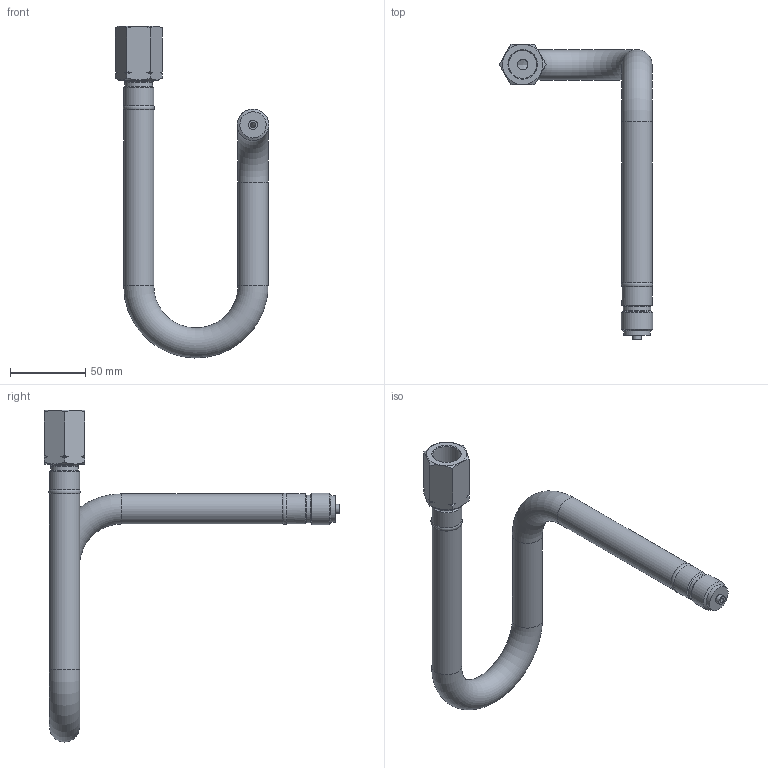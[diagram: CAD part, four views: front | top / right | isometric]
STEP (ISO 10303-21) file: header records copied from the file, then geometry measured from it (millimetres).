
FILE_DESCRIPTION( ( 'Unknown' ), '1' );
FILE_NAME( '1009104X.stp', 'Unknown', ( 'Peter Nanko' ), ( 'Armaturen Arndt' ), 'PSStep 14.0', 'Solid Edge ST4', ' ' );
FILE_SCHEMA( ( 'AUTOMOTIVE_DESIGN { 1 0 10303 214 1 1 1 1 }' ) );
Length unit declared in the file: millimetre
Products named in the file (1): 1008206X
Bounding box: 102.05 x 196.5 x 220.73 mm (x, y, z)
Volume: 100638.3 mm3; surface area: 63166.6 mm2
Topology: 1 solids, 1 shells, 65 faces, 145 edges, 90 vertices
Faces by surface type: cone 20, cylinder 17, plane 16, torus 10, bspline 2
Full cylindrical faces by diameter (mm): 3.5 x1, 6 x1, 7 x1, 14.7 x2, 17.5 x1, 18.4 x2, 18.631 x1, 20 x5, 20.955 x2, 21.2 x1
Entity records: 3378 total; most frequent: CARTESIAN_POINT 1632, DIRECTION 244, ORIENTED_EDGE 200, AXIS2_PLACEMENT_3D 116, EDGE_LOOP 112, EDGE_CURVE 100, FACE_OUTER_BOUND 94, VERTEX_POINT 82
